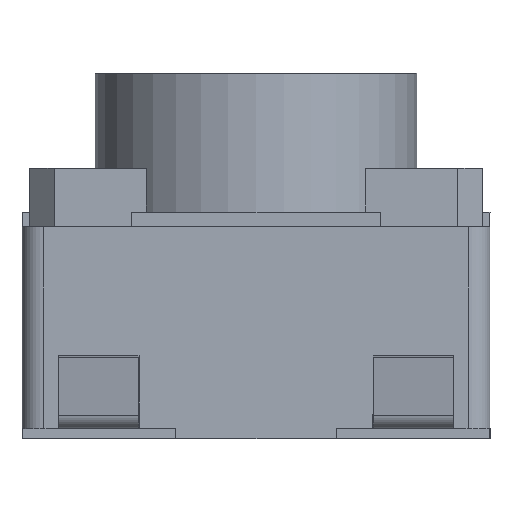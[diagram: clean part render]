
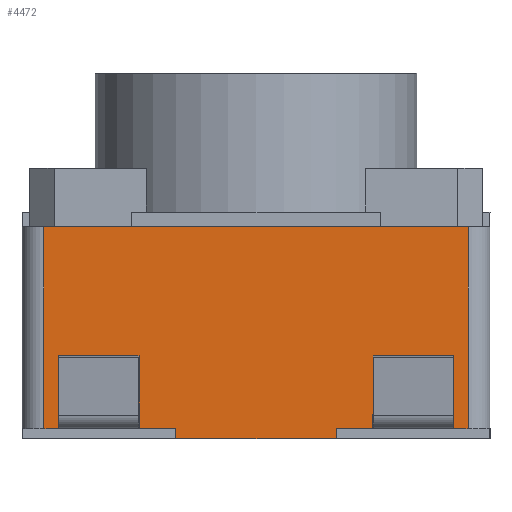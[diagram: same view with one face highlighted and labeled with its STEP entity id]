
A CAD part, left-side view. The second image highlights one B-rep face of the part: STEP entity #4472.
In plain terms, the highlighted planar face has unit normal (-1, 0, 0).
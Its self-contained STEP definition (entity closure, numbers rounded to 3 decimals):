
#790=PLANE('',#4800);
#905=LINE('',#7907,#1035);
#906=LINE('',#7910,#1036);
#907=LINE('',#7912,#1037);
#908=LINE('',#7914,#1038);
#909=LINE('',#7916,#1039);
#910=LINE('',#7918,#1040);
#911=LINE('',#7920,#1041);
#912=LINE('',#7922,#1042);
#913=LINE('',#7924,#1043);
#914=LINE('',#7926,#1044);
#915=LINE('',#7928,#1045);
#916=LINE('',#7930,#1046);
#917=LINE('',#7932,#1047);
#918=LINE('',#7934,#1048);
#919=LINE('',#7936,#1049);
#920=LINE('',#7938,#1050);
#1035=VECTOR('',#5552,1000.);
#1036=VECTOR('',#5553,1000.);
#1037=VECTOR('',#5554,1000.);
#1038=VECTOR('',#5555,1000.);
#1039=VECTOR('',#5556,1000.);
#1040=VECTOR('',#5557,1000.);
#1041=VECTOR('',#5558,1000.);
#1042=VECTOR('',#5559,1000.);
#1043=VECTOR('',#5560,1000.);
#1044=VECTOR('',#5561,1000.);
#1045=VECTOR('',#5562,1000.);
#1046=VECTOR('',#5563,1000.);
#1047=VECTOR('',#5564,1000.);
#1048=VECTOR('',#5565,1000.);
#1049=VECTOR('',#5566,1000.);
#1050=VECTOR('',#5567,1000.);
#2337=ORIENTED_EDGE('',*,*,#3098,.T.);
#2338=ORIENTED_EDGE('',*,*,#3099,.F.);
#2339=ORIENTED_EDGE('',*,*,#3100,.F.);
#2340=ORIENTED_EDGE('',*,*,#3101,.T.);
#2341=ORIENTED_EDGE('',*,*,#3102,.T.);
#2342=ORIENTED_EDGE('',*,*,#3103,.F.);
#2343=ORIENTED_EDGE('',*,*,#3104,.T.);
#2344=ORIENTED_EDGE('',*,*,#3105,.T.);
#2345=ORIENTED_EDGE('',*,*,#3106,.T.);
#2346=ORIENTED_EDGE('',*,*,#3107,.F.);
#2347=ORIENTED_EDGE('',*,*,#3108,.F.);
#2348=ORIENTED_EDGE('',*,*,#3109,.T.);
#2349=ORIENTED_EDGE('',*,*,#3110,.T.);
#2350=ORIENTED_EDGE('',*,*,#3111,.F.);
#2351=ORIENTED_EDGE('',*,*,#3112,.F.);
#2352=ORIENTED_EDGE('',*,*,#3113,.F.);
#3098=EDGE_CURVE('',#3619,#3620,#905,.F.);
#3099=EDGE_CURVE('',#3621,#3620,#906,.F.);
#3100=EDGE_CURVE('',#3622,#3621,#907,.T.);
#3101=EDGE_CURVE('',#3622,#3623,#908,.F.);
#3102=EDGE_CURVE('',#3623,#3624,#909,.F.);
#3103=EDGE_CURVE('',#3625,#3624,#910,.T.);
#3104=EDGE_CURVE('',#3625,#3626,#911,.F.);
#3105=EDGE_CURVE('',#3626,#3627,#912,.T.);
#3106=EDGE_CURVE('',#3627,#3628,#913,.F.);
#3107=EDGE_CURVE('',#3629,#3628,#914,.F.);
#3108=EDGE_CURVE('',#3630,#3629,#915,.T.);
#3109=EDGE_CURVE('',#3630,#3631,#916,.F.);
#3110=EDGE_CURVE('',#3631,#3632,#917,.F.);
#3111=EDGE_CURVE('',#3633,#3632,#918,.F.);
#3112=EDGE_CURVE('',#3634,#3633,#919,.F.);
#3113=EDGE_CURVE('',#3619,#3634,#920,.T.);
#3619=VERTEX_POINT('',#7908);
#3620=VERTEX_POINT('',#7909);
#3621=VERTEX_POINT('',#7911);
#3622=VERTEX_POINT('',#7913);
#3623=VERTEX_POINT('',#7915);
#3624=VERTEX_POINT('',#7917);
#3625=VERTEX_POINT('',#7919);
#3626=VERTEX_POINT('',#7921);
#3627=VERTEX_POINT('',#7923);
#3628=VERTEX_POINT('',#7925);
#3629=VERTEX_POINT('',#7927);
#3630=VERTEX_POINT('',#7929);
#3631=VERTEX_POINT('',#7931);
#3632=VERTEX_POINT('',#7933);
#3633=VERTEX_POINT('',#7935);
#3634=VERTEX_POINT('',#7937);
#3963=EDGE_LOOP('',(#2337,#2338,#2339,#2340,#2341,#2342,#2343,#2344,#2345,
#2346,#2347,#2348,#2349,#2350,#2351,#2352));
#4202=FACE_BOUND('',#3963,.T.);
#4472=ADVANCED_FACE('',(#4202),#790,.F.);
#4800=AXIS2_PLACEMENT_3D('',#7906,#5550,#5551);
#5550=DIRECTION('',(1.,0.,0.));
#5551=DIRECTION('',(0.,1.,0.));
#5552=DIRECTION('',(0.,1.,0.));
#5553=DIRECTION('',(0.,0.,1.));
#5554=DIRECTION('',(0.,1.,0.));
#5555=DIRECTION('',(0.,0.,1.));
#5556=DIRECTION('',(0.,1.,0.));
#5557=DIRECTION('',(0.,0.,1.));
#5558=DIRECTION('',(0.,1.,0.));
#5559=DIRECTION('',(0.,0.,1.));
#5560=DIRECTION('',(0.,1.,0.));
#5561=DIRECTION('',(0.,0.,1.));
#5562=DIRECTION('',(0.,1.,0.));
#5563=DIRECTION('',(0.,0.,1.));
#5564=DIRECTION('',(0.,1.,0.));
#5565=DIRECTION('',(0.,0.,1.));
#5566=DIRECTION('',(0.,1.,0.));
#5567=DIRECTION('',(0.,0.,1.));
#7906=CARTESIAN_POINT('',(-2.09,0.,0.725));
#7907=CARTESIAN_POINT('',(-2.09,0.,0.07));
#7908=CARTESIAN_POINT('',(-2.09,1.45,0.07));
#7909=CARTESIAN_POINT('',(-2.09,1.35,0.07));
#7910=CARTESIAN_POINT('',(-2.09,1.35,0.725));
#7911=CARTESIAN_POINT('',(-2.09,1.35,0.169));
#7912=CARTESIAN_POINT('',(-2.09,0.,0.169));
#7913=CARTESIAN_POINT('',(-2.09,0.8,0.169));
#7914=CARTESIAN_POINT('',(-2.09,0.8,0.725));
#7915=CARTESIAN_POINT('',(-2.09,0.8,0.07));
#7916=CARTESIAN_POINT('',(-2.09,0.,0.07));
#7917=CARTESIAN_POINT('',(-2.09,0.55,0.07));
#7918=CARTESIAN_POINT('',(-2.09,0.55,0.725));
#7919=CARTESIAN_POINT('',(-2.09,0.55,0.));
#7920=CARTESIAN_POINT('',(-2.09,0.,0.));
#7921=CARTESIAN_POINT('',(-2.09,-0.55,0.));
#7922=CARTESIAN_POINT('',(-2.09,-0.55,0.725));
#7923=CARTESIAN_POINT('',(-2.09,-0.55,0.07));
#7924=CARTESIAN_POINT('',(-2.09,0.,0.07));
#7925=CARTESIAN_POINT('',(-2.09,-0.8,0.07));
#7926=CARTESIAN_POINT('',(-2.09,-0.8,0.725));
#7927=CARTESIAN_POINT('',(-2.09,-0.8,0.169));
#7928=CARTESIAN_POINT('',(-2.09,0.,0.169));
#7929=CARTESIAN_POINT('',(-2.09,-1.35,0.169));
#7930=CARTESIAN_POINT('',(-2.09,-1.35,0.725));
#7931=CARTESIAN_POINT('',(-2.09,-1.35,0.07));
#7932=CARTESIAN_POINT('',(-2.09,0.,0.07));
#7933=CARTESIAN_POINT('',(-2.09,-1.45,0.07));
#7934=CARTESIAN_POINT('',(-2.09,-1.45,0.725));
#7935=CARTESIAN_POINT('',(-2.09,-1.45,1.45));
#7936=CARTESIAN_POINT('',(-2.09,0.,1.45));
#7937=CARTESIAN_POINT('',(-2.09,1.45,1.45));
#7938=CARTESIAN_POINT('',(-2.09,1.45,0.725));
